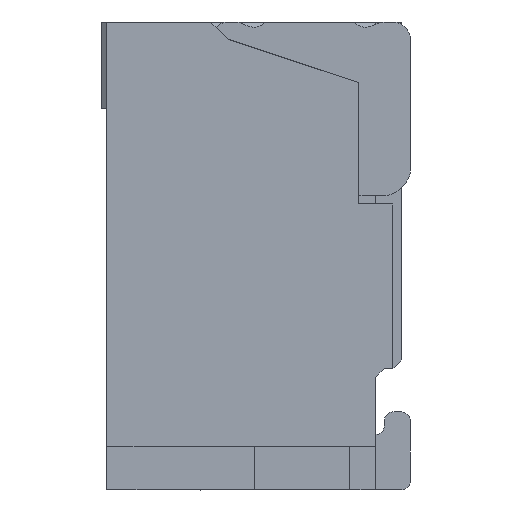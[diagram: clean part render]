
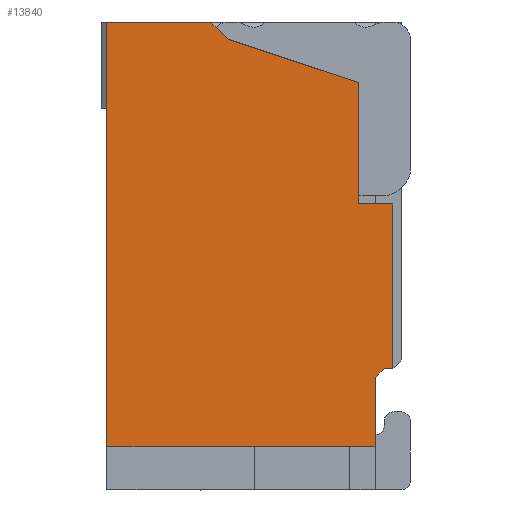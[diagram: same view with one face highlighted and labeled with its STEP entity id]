
A CAD part, left-side view. The second image highlights one B-rep face of the part: STEP entity #13840.
In plain terms, the highlighted planar face has unit normal (-1, 0, 0).
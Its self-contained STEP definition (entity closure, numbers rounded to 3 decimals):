
#11650=CARTESIAN_POINT('',(-17.5,0.05,1.65));
#11660=VERTEX_POINT('',#11650);
#11690=CARTESIAN_POINT('',(-17.5,0.25,1.65));
#11700=DIRECTION('',(0.,-1.,0.));
#11710=VECTOR('',#11700,0.2);
#11720=LINE('',#11690,#11710);
#11730=CARTESIAN_POINT('',(-17.5,0.25,1.65));
#11740=VERTEX_POINT('',#11730);
#11750=EDGE_CURVE('',#11740,#11660,#11720,.T.);
#12980=CARTESIAN_POINT('',(-17.5,0.049,2.701));
#12990=DIRECTION('',(-1.,0.,0.));
#13000=DIRECTION('',(0.,1.,0.));
#13010=AXIS2_PLACEMENT_3D('',#12980,#12990,#13000);
#13020=PLANE('',#13010);
#13030=CARTESIAN_POINT('',(-17.5,1.,2.6));
#13040=DIRECTION('',(0.,0.707,0.707));
#13050=VECTOR('',#13040,0.141);
#13060=LINE('',#13030,#13050);
#13070=CARTESIAN_POINT('',(-17.5,1.,2.6));
#13080=VERTEX_POINT('',#13070);
#13090=CARTESIAN_POINT('',(-17.5,1.1,2.7));
#13100=VERTEX_POINT('',#13090);
#13110=EDGE_CURVE('',#13080,#13100,#13060,.T.);
#13120=ORIENTED_EDGE('',*,*,#13110,.T.);
#13130=CARTESIAN_POINT('',(-17.5,0.25,2.35));
#13140=DIRECTION('',(0.,0.949,0.316));
#13150=VECTOR('',#13140,0.791);
#13160=LINE('',#13130,#13150);
#13170=CARTESIAN_POINT('',(-17.5,0.25,2.35));
#13180=VERTEX_POINT('',#13170);
#13190=EDGE_CURVE('',#13180,#13080,#13160,.T.);
#13200=ORIENTED_EDGE('',*,*,#13190,.T.);
#13210=CARTESIAN_POINT('',(-17.5,0.25,2.35));
#13220=DIRECTION('',(0.,0.,-1.));
#13230=VECTOR('',#13220,0.7);
#13240=LINE('',#13210,#13230);
#13250=EDGE_CURVE('',#13180,#11740,#13240,.T.);
#13260=ORIENTED_EDGE('',*,*,#13250,.F.);
#13270=ORIENTED_EDGE('',*,*,#11750,.F.);
#13280=CARTESIAN_POINT('',(-17.5,0.05,1.65));
#13290=DIRECTION('',(0.,0.,-1.));
#13300=VECTOR('',#13290,0.95);
#13310=LINE('',#13280,#13300);
#13320=CARTESIAN_POINT('',(-17.5,0.05,0.7));
#13330=VERTEX_POINT('',#13320);
#13340=EDGE_CURVE('',#11660,#13330,#13310,.T.);
#13350=ORIENTED_EDGE('',*,*,#13340,.F.);
#13360=CARTESIAN_POINT('',(-17.5,0.05,0.7));
#13370=DIRECTION('',(0.,1.,0.));
#13380=VECTOR('',#13370,0.05);
#13390=LINE('',#13360,#13380);
#13400=CARTESIAN_POINT('',(-17.5,0.1,0.7));
#13410=VERTEX_POINT('',#13400);
#13420=EDGE_CURVE('',#13330,#13410,#13390,.T.);
#13430=ORIENTED_EDGE('',*,*,#13420,.F.);
#13440=CARTESIAN_POINT('',(-17.5,0.15,0.65));
#13450=DIRECTION('',(0.,-0.707,0.707));
#13460=VECTOR('',#13450,0.071);
#13470=LINE('',#13440,#13460);
#13480=CARTESIAN_POINT('',(-17.5,0.15,0.65));
#13490=VERTEX_POINT('',#13480);
#13500=EDGE_CURVE('',#13490,#13410,#13470,.T.);
#13510=ORIENTED_EDGE('',*,*,#13500,.T.);
#13520=CARTESIAN_POINT('',(-17.5,0.15,0.));
#13530=DIRECTION('',(0.,0.,-1.));
#13540=VECTOR('',#13530,1.);
#13550=LINE('',#13520,#13540);
#13560=CARTESIAN_POINT('',(-17.5,0.15,0.25));
#13570=VERTEX_POINT('',#13560);
#13580=EDGE_CURVE('',#13490,#13570,#13550,.T.);
#13590=ORIENTED_EDGE('',*,*,#13580,.F.);
#13600=CARTESIAN_POINT('',(-17.5,0.,0.25));
#13610=DIRECTION('',(0.,-1.,0.));
#13620=VECTOR('',#13610,1.);
#13630=LINE('',#13600,#13620);
#13640=CARTESIAN_POINT('',(-17.5,1.7,0.25));
#13650=VERTEX_POINT('',#13640);
#13660=EDGE_CURVE('',#13650,#13570,#13630,.T.);
#13670=ORIENTED_EDGE('',*,*,#13660,.T.);
#13680=CARTESIAN_POINT('',(-17.5,1.7,0.));
#13690=DIRECTION('',(0.,0.,-1.));
#13700=VECTOR('',#13690,1.);
#13710=LINE('',#13680,#13700);
#13720=CARTESIAN_POINT('',(-17.5,1.7,2.7));
#13730=VERTEX_POINT('',#13720);
#13740=EDGE_CURVE('',#13730,#13650,#13710,.T.);
#13750=ORIENTED_EDGE('',*,*,#13740,.T.);
#13760=CARTESIAN_POINT('',(-17.5,1.7,2.7));
#13770=DIRECTION('',(0.,-1.,0.));
#13780=VECTOR('',#13770,0.6);
#13790=LINE('',#13760,#13780);
#13800=EDGE_CURVE('',#13730,#13100,#13790,.T.);
#13810=ORIENTED_EDGE('',*,*,#13800,.F.);
#13820=EDGE_LOOP('',(#13810,#13750,#13670,#13590,#13510,#13430,#13350,
#13270,#13260,#13200,#13120));
#13830=FACE_OUTER_BOUND('',#13820,.T.);
#13840=ADVANCED_FACE('',(#13830),#13020,.T.);
